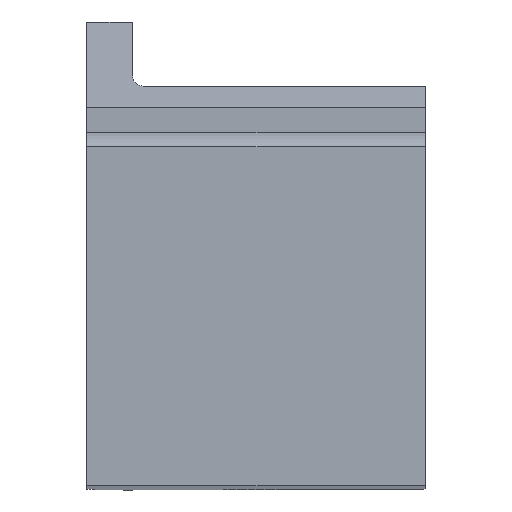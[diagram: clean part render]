
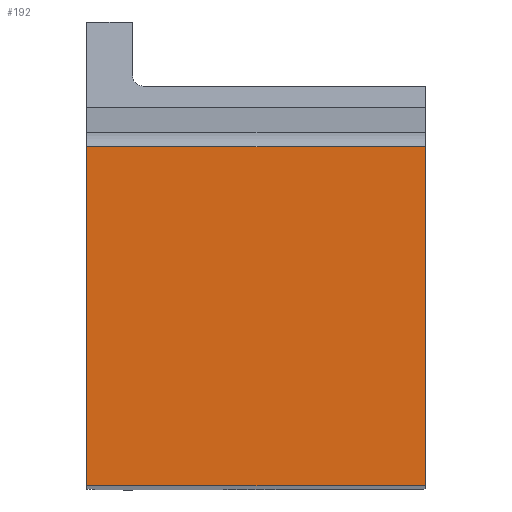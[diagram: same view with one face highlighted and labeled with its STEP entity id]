
A CAD part, top view. The second image highlights one B-rep face of the part: STEP entity #192.
In plain terms, the highlighted planar face has unit normal (0, 0, 1).
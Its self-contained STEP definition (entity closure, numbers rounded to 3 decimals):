
#192=ADVANCED_FACE('',(#379),#301,.T.);
#301=PLANE('',#2887);
#379=FACE_OUTER_BOUND('',#513,.T.);
#513=EDGE_LOOP('',(#876,#877,#878,#879));
#876=ORIENTED_EDGE('',*,*,#1788,.F.);
#877=ORIENTED_EDGE('',*,*,#1762,.F.);
#878=ORIENTED_EDGE('',*,*,#1791,.F.);
#879=ORIENTED_EDGE('',*,*,#1773,.F.);
#1463=VERTEX_POINT('',#4746);
#1464=VERTEX_POINT('',#4748);
#1473=VERTEX_POINT('',#4770);
#1474=VERTEX_POINT('',#4771);
#1762=EDGE_CURVE('',#1463,#1464,#2386,.T.);
#1773=EDGE_CURVE('',#1473,#1474,#2396,.T.);
#1788=EDGE_CURVE('',#1464,#1473,#2408,.T.);
#1791=EDGE_CURVE('',#1474,#1463,#2409,.T.);
#2386=LINE('',#4747,#2592);
#2396=LINE('',#4769,#2602);
#2408=LINE('',#4798,#2614);
#2409=LINE('',#4804,#2615);
#2592=VECTOR('',#3259,1.);
#2602=VECTOR('',#3275,1.);
#2614=VECTOR('',#3295,1.);
#2615=VECTOR('',#3302,1.);
#2887=AXIS2_PLACEMENT_3D('',#4805,#3303,#3304);
#3259=DIRECTION('',(0.,-1.,0.));
#3275=DIRECTION('',(0.,1.,0.));
#3295=DIRECTION('',(-1.,0.,0.));
#3302=DIRECTION('',(1.,0.,0.));
#3303=DIRECTION('',(0.,0.,1.));
#3304=DIRECTION('',(-1.,0.,0.));
#4746=CARTESIAN_POINT('',(0.,15.875,0.));
#4747=CARTESIAN_POINT('',(0.,15.875,0.));
#4748=CARTESIAN_POINT('',(0.,0.,0.));
#4769=CARTESIAN_POINT('',(-15.875,0.,0.));
#4770=CARTESIAN_POINT('',(-15.875,0.,0.));
#4771=CARTESIAN_POINT('',(-15.875,15.875,0.));
#4798=CARTESIAN_POINT('',(0.,0.,0.));
#4804=CARTESIAN_POINT('',(-15.875,15.875,0.));
#4805=CARTESIAN_POINT('',(-7.938,7.938,0.));
